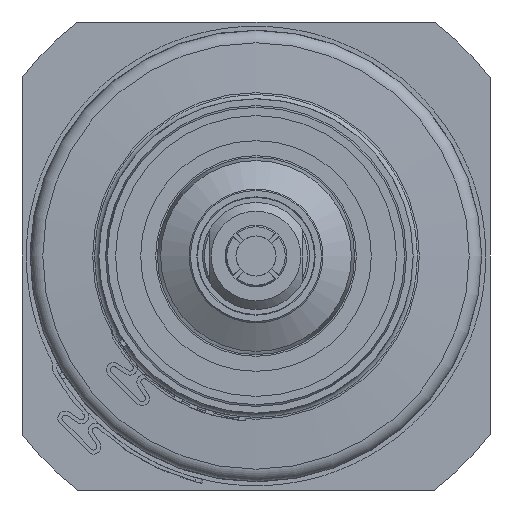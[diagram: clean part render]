
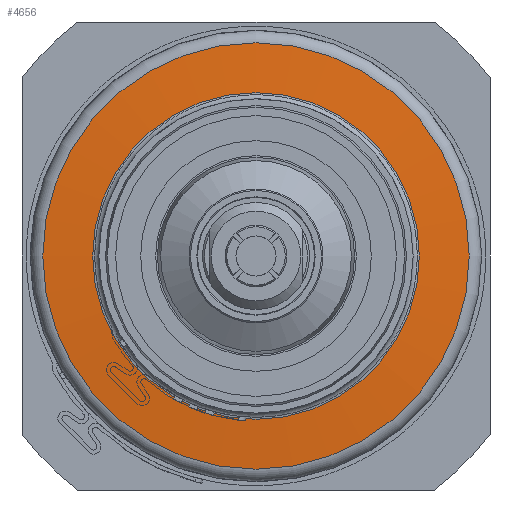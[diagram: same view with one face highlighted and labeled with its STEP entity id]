
A CAD part, left-side view. The second image highlights one B-rep face of the part: STEP entity #4656.
In plain terms, the highlighted conical face has half-angle 86 degrees and reference radius 28.16 mm.
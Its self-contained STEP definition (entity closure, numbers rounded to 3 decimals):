
#103=CONICAL_SURFACE('',#5175,28.16,1.501);
#742=FACE_OUTER_BOUND('',#1045,.T.);
#1045=EDGE_LOOP('',(#3997,#3998,#3999,#4000,#4001,#4002));
#1349=CIRCLE('',#5173,31.89);
#1350=CIRCLE('',#5174,31.89);
#1351=CIRCLE('',#5176,24.43);
#1352=CIRCLE('',#5177,24.43);
#1641=LINE('',#8168,#1912);
#1912=VECTOR('',#6385,28.16);
#2297=VERTEX_POINT('',#8161);
#2298=VERTEX_POINT('',#8163);
#2299=VERTEX_POINT('',#8167);
#2300=VERTEX_POINT('',#8169);
#2884=EDGE_CURVE('',#2297,#2298,#1349,.T.);
#2885=EDGE_CURVE('',#2298,#2297,#1350,.T.);
#2886=EDGE_CURVE('',#2298,#2299,#1641,.T.);
#2887=EDGE_CURVE('',#2299,#2300,#1351,.T.);
#2888=EDGE_CURVE('',#2300,#2299,#1352,.T.);
#3997=ORIENTED_EDGE('',*,*,#2885,.F.);
#3998=ORIENTED_EDGE('',*,*,#2886,.T.);
#3999=ORIENTED_EDGE('',*,*,#2887,.T.);
#4000=ORIENTED_EDGE('',*,*,#2888,.T.);
#4001=ORIENTED_EDGE('',*,*,#2886,.F.);
#4002=ORIENTED_EDGE('',*,*,#2884,.F.);
#4656=ADVANCED_FACE('',(#742),#103,.T.);
#5173=AXIS2_PLACEMENT_3D('',#8164,#6379,#6380);
#5174=AXIS2_PLACEMENT_3D('',#8165,#6381,#6382);
#5175=AXIS2_PLACEMENT_3D('',#8166,#6383,#6384);
#5176=AXIS2_PLACEMENT_3D('',#8170,#6386,#6387);
#5177=AXIS2_PLACEMENT_3D('',#8171,#6388,#6389);
#6379=DIRECTION('center_axis',(1.,0.,0.));
#6380=DIRECTION('ref_axis',(0.,0.,-1.));
#6381=DIRECTION('center_axis',(1.,0.,0.));
#6382=DIRECTION('ref_axis',(0.,0.,-1.));
#6383=DIRECTION('center_axis',(1.,0.,0.));
#6384=DIRECTION('ref_axis',(0.,1.,0.));
#6385=DIRECTION('',(-0.07,0.998,0.));
#6386=DIRECTION('center_axis',(1.,0.,0.));
#6387=DIRECTION('ref_axis',(0.,0.,-1.));
#6388=DIRECTION('center_axis',(1.,0.,0.));
#6389=DIRECTION('ref_axis',(0.,0.,-1.));
#8161=CARTESIAN_POINT('',(-19.028,0.,31.89));
#8163=CARTESIAN_POINT('',(-19.028,-31.89,0.));
#8164=CARTESIAN_POINT('Origin',(-19.028,0.,
0.));
#8165=CARTESIAN_POINT('Origin',(-19.028,0.,
0.));
#8166=CARTESIAN_POINT('Origin',(-19.289,0.,
0.));
#8167=CARTESIAN_POINT('',(-19.55,-24.43,0.));
#8168=CARTESIAN_POINT('',(-19.289,-28.16,0.));
#8169=CARTESIAN_POINT('',(-19.55,0.,24.43));
#8170=CARTESIAN_POINT('Origin',(-19.55,0.,0.));
#8171=CARTESIAN_POINT('Origin',(-19.55,0.,0.));
